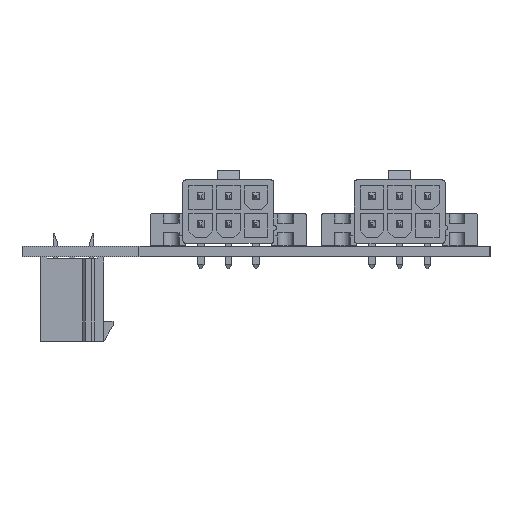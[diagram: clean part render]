
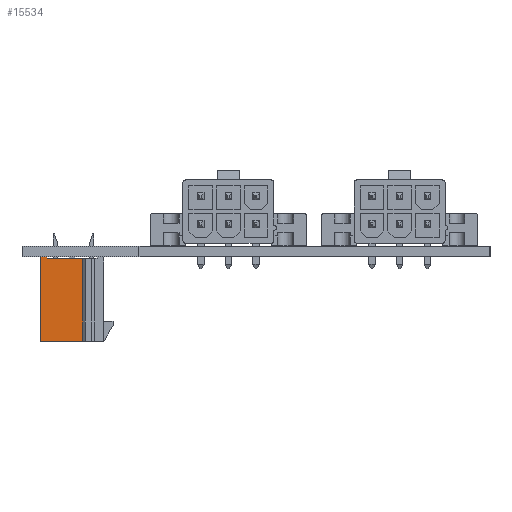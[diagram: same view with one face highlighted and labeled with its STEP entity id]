
A CAD part, left-side view. The second image highlights one B-rep face of the part: STEP entity #15534.
In plain terms, the highlighted planar face has unit normal (-1, 0, 0).
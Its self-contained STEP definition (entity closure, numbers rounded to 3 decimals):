
#14325 = PLANE('',#14326);
#14326 = AXIS2_PLACEMENT_3D('',#14327,#14328,#14329);
#14327 = CARTESIAN_POINT('',(-4.8,12.8,4.8));
#14328 = DIRECTION('',(0.,0.,1.));
#14329 = DIRECTION('',(1.,-0.,0.));
#14561 = PLANE('',#14562);
#14562 = AXIS2_PLACEMENT_3D('',#14563,#14564,#14565);
#14563 = CARTESIAN_POINT('',(-4.8,12.8,-4.8));
#14564 = DIRECTION('',(0.,1.,0.));
#14565 = DIRECTION('',(1.,0.,-0.));
#15258 = PLANE('',#15259);
#15259 = AXIS2_PLACEMENT_3D('',#15260,#15261,#15262);
#15260 = CARTESIAN_POINT('',(1.1,0.,3.8));
#15261 = DIRECTION('',(0.,0.,1.));
#15262 = DIRECTION('',(1.,-0.,0.));
#15534 = ADVANCED_FACE('',(#15535),#15549,.F.);
#15535 = FACE_BOUND('',#15536,.F.);
#15536 = EDGE_LOOP('',(#15537,#15572,#15595,#15618,#15646,#15669));
#15537 = ORIENTED_EDGE('',*,*,#15538,.T.);
#15538 = EDGE_CURVE('',#15539,#15541,#15543,.T.);
#15539 = VERTEX_POINT('',#15540);
#15540 = CARTESIAN_POINT('',(-4.8,0.2,-1.59));
#15541 = VERTEX_POINT('',#15542);
#15542 = CARTESIAN_POINT('',(-4.8,12.8,-1.59));
#15543 = SURFACE_CURVE('',#15544,(#15548,#15560),.PCURVE_S1.);
#15544 = LINE('',#15545,#15546);
#15545 = CARTESIAN_POINT('',(-4.8,0.2,-1.59
    ));
#15546 = VECTOR('',#15547,1.);
#15547 = DIRECTION('',(0.,1.,0.));
#15548 = PCURVE('',#15549,#15554);
#15549 = PLANE('',#15550);
#15550 = AXIS2_PLACEMENT_3D('',#15551,#15552,#15553);
#15551 = CARTESIAN_POINT('',(-4.8,0.,0.));
#15552 = DIRECTION('',(1.,0.,0.));
#15553 = DIRECTION('',(0.,1.,-0.));
#15554 = DEFINITIONAL_REPRESENTATION('',(#15555),#15559);
#15555 = LINE('',#15556,#15557);
#15556 = CARTESIAN_POINT('',(0.2,-1.59));
#15557 = VECTOR('',#15558,1.);
#15558 = DIRECTION('',(1.,0.));
#15559 = ( GEOMETRIC_REPRESENTATION_CONTEXT(2) 
PARAMETRIC_REPRESENTATION_CONTEXT() REPRESENTATION_CONTEXT('2D SPACE',''
  ) );
#15560 = PCURVE('',#15561,#15566);
#15561 = PLANE('',#15562);
#15562 = AXIS2_PLACEMENT_3D('',#15563,#15564,#15565);
#15563 = CARTESIAN_POINT('',(-4.8,12.8,-1.59));
#15564 = DIRECTION('',(-0.707,0.,0.707));
#15565 = DIRECTION('',(0.,1.,0.));
#15566 = DEFINITIONAL_REPRESENTATION('',(#15567),#15571);
#15567 = LINE('',#15568,#15569);
#15568 = CARTESIAN_POINT('',(-12.6,0.));
#15569 = VECTOR('',#15570,1.);
#15570 = DIRECTION('',(1.,0.));
#15571 = ( GEOMETRIC_REPRESENTATION_CONTEXT(2) 
PARAMETRIC_REPRESENTATION_CONTEXT() REPRESENTATION_CONTEXT('2D SPACE',''
  ) );
#15572 = ORIENTED_EDGE('',*,*,#15573,.T.);
#15573 = EDGE_CURVE('',#15541,#15574,#15576,.T.);
#15574 = VERTEX_POINT('',#15575);
#15575 = CARTESIAN_POINT('',(-4.8,12.8,4.8));
#15576 = SURFACE_CURVE('',#15577,(#15581,#15588),.PCURVE_S1.);
#15577 = LINE('',#15578,#15579);
#15578 = CARTESIAN_POINT('',(-4.8,12.8,
    -1.59));
#15579 = VECTOR('',#15580,1.);
#15580 = DIRECTION('',(0.,0.,1.));
#15581 = PCURVE('',#15549,#15582);
#15582 = DEFINITIONAL_REPRESENTATION('',(#15583),#15587);
#15583 = LINE('',#15584,#15585);
#15584 = CARTESIAN_POINT('',(12.8,-1.59));
#15585 = VECTOR('',#15586,1.);
#15586 = DIRECTION('',(0.,1.));
#15587 = ( GEOMETRIC_REPRESENTATION_CONTEXT(2) 
PARAMETRIC_REPRESENTATION_CONTEXT() REPRESENTATION_CONTEXT('2D SPACE',''
  ) );
#15588 = PCURVE('',#14561,#15589);
#15589 = DEFINITIONAL_REPRESENTATION('',(#15590),#15594);
#15590 = LINE('',#15591,#15592);
#15591 = CARTESIAN_POINT('',(0.,-3.21));
#15592 = VECTOR('',#15593,1.);
#15593 = DIRECTION('',(0.,-1.));
#15594 = ( GEOMETRIC_REPRESENTATION_CONTEXT(2) 
PARAMETRIC_REPRESENTATION_CONTEXT() REPRESENTATION_CONTEXT('2D SPACE',''
  ) );
#15595 = ORIENTED_EDGE('',*,*,#15596,.T.);
#15596 = EDGE_CURVE('',#15574,#15597,#15599,.T.);
#15597 = VERTEX_POINT('',#15598);
#15598 = CARTESIAN_POINT('',(-4.8,0.,4.8));
#15599 = SURFACE_CURVE('',#15600,(#15604,#15611),.PCURVE_S1.);
#15600 = LINE('',#15601,#15602);
#15601 = CARTESIAN_POINT('',(-4.8,12.8,4.8
    ));
#15602 = VECTOR('',#15603,1.);
#15603 = DIRECTION('',(0.,-1.,0.));
#15604 = PCURVE('',#15549,#15605);
#15605 = DEFINITIONAL_REPRESENTATION('',(#15606),#15610);
#15606 = LINE('',#15607,#15608);
#15607 = CARTESIAN_POINT('',(12.8,4.8));
#15608 = VECTOR('',#15609,1.);
#15609 = DIRECTION('',(-1.,0.));
#15610 = ( GEOMETRIC_REPRESENTATION_CONTEXT(2) 
PARAMETRIC_REPRESENTATION_CONTEXT() REPRESENTATION_CONTEXT('2D SPACE',''
  ) );
#15611 = PCURVE('',#14325,#15612);
#15612 = DEFINITIONAL_REPRESENTATION('',(#15613),#15617);
#15613 = LINE('',#15614,#15615);
#15614 = CARTESIAN_POINT('',(0.,0.));
#15615 = VECTOR('',#15616,1.);
#15616 = DIRECTION('',(0.,-1.));
#15617 = ( GEOMETRIC_REPRESENTATION_CONTEXT(2) 
PARAMETRIC_REPRESENTATION_CONTEXT() REPRESENTATION_CONTEXT('2D SPACE',''
  ) );
#15618 = ORIENTED_EDGE('',*,*,#15619,.T.);
#15619 = EDGE_CURVE('',#15597,#15620,#15622,.T.);
#15620 = VERTEX_POINT('',#15621);
#15621 = CARTESIAN_POINT('',(-4.8,0.,3.8));
#15622 = SURFACE_CURVE('',#15623,(#15627,#15634),.PCURVE_S1.);
#15623 = LINE('',#15624,#15625);
#15624 = CARTESIAN_POINT('',(-4.8,0.,4.8));
#15625 = VECTOR('',#15626,1.);
#15626 = DIRECTION('',(0.,0.,-1.));
#15627 = PCURVE('',#15549,#15628);
#15628 = DEFINITIONAL_REPRESENTATION('',(#15629),#15633);
#15629 = LINE('',#15630,#15631);
#15630 = CARTESIAN_POINT('',(0.,4.8));
#15631 = VECTOR('',#15632,1.);
#15632 = DIRECTION('',(0.,-1.));
#15633 = ( GEOMETRIC_REPRESENTATION_CONTEXT(2) 
PARAMETRIC_REPRESENTATION_CONTEXT() REPRESENTATION_CONTEXT('2D SPACE',''
  ) );
#15634 = PCURVE('',#15635,#15640);
#15635 = PLANE('',#15636);
#15636 = AXIS2_PLACEMENT_3D('',#15637,#15638,#15639);
#15637 = CARTESIAN_POINT('',(-4.8,0.,4.8));
#15638 = DIRECTION('',(0.,-1.,0.));
#15639 = DIRECTION('',(0.,0.,-1.));
#15640 = DEFINITIONAL_REPRESENTATION('',(#15641),#15645);
#15641 = LINE('',#15642,#15643);
#15642 = CARTESIAN_POINT('',(0.,0.));
#15643 = VECTOR('',#15644,1.);
#15644 = DIRECTION('',(1.,0.));
#15645 = ( GEOMETRIC_REPRESENTATION_CONTEXT(2) 
PARAMETRIC_REPRESENTATION_CONTEXT() REPRESENTATION_CONTEXT('2D SPACE',''
  ) );
#15646 = ORIENTED_EDGE('',*,*,#15647,.T.);
#15647 = EDGE_CURVE('',#15620,#15648,#15650,.T.);
#15648 = VERTEX_POINT('',#15649);
#15649 = CARTESIAN_POINT('',(-4.8,0.2,3.8));
#15650 = SURFACE_CURVE('',#15651,(#15655,#15662),.PCURVE_S1.);
#15651 = LINE('',#15652,#15653);
#15652 = CARTESIAN_POINT('',(-4.8,0.,3.8));
#15653 = VECTOR('',#15654,1.);
#15654 = DIRECTION('',(0.,1.,0.));
#15655 = PCURVE('',#15549,#15656);
#15656 = DEFINITIONAL_REPRESENTATION('',(#15657),#15661);
#15657 = LINE('',#15658,#15659);
#15658 = CARTESIAN_POINT('',(0.,3.8));
#15659 = VECTOR('',#15660,1.);
#15660 = DIRECTION('',(1.,0.));
#15661 = ( GEOMETRIC_REPRESENTATION_CONTEXT(2) 
PARAMETRIC_REPRESENTATION_CONTEXT() REPRESENTATION_CONTEXT('2D SPACE',''
  ) );
#15662 = PCURVE('',#15258,#15663);
#15663 = DEFINITIONAL_REPRESENTATION('',(#15664),#15668);
#15664 = LINE('',#15665,#15666);
#15665 = CARTESIAN_POINT('',(-5.9,0.));
#15666 = VECTOR('',#15667,1.);
#15667 = DIRECTION('',(0.,1.));
#15668 = ( GEOMETRIC_REPRESENTATION_CONTEXT(2) 
PARAMETRIC_REPRESENTATION_CONTEXT() REPRESENTATION_CONTEXT('2D SPACE',''
  ) );
#15669 = ORIENTED_EDGE('',*,*,#15670,.F.);
#15670 = EDGE_CURVE('',#15539,#15648,#15671,.T.);
#15671 = SURFACE_CURVE('',#15672,(#15676,#15683),.PCURVE_S1.);
#15672 = LINE('',#15673,#15674);
#15673 = CARTESIAN_POINT('',(-4.8,0.2,-1.59
    ));
#15674 = VECTOR('',#15675,1.);
#15675 = DIRECTION('',(0.,0.,1.));
#15676 = PCURVE('',#15549,#15677);
#15677 = DEFINITIONAL_REPRESENTATION('',(#15678),#15682);
#15678 = LINE('',#15679,#15680);
#15679 = CARTESIAN_POINT('',(0.2,-1.59));
#15680 = VECTOR('',#15681,1.);
#15681 = DIRECTION('',(0.,1.));
#15682 = ( GEOMETRIC_REPRESENTATION_CONTEXT(2) 
PARAMETRIC_REPRESENTATION_CONTEXT() REPRESENTATION_CONTEXT('2D SPACE',''
  ) );
#15683 = PCURVE('',#15684,#15689);
#15684 = PLANE('',#15685);
#15685 = AXIS2_PLACEMENT_3D('',#15686,#15687,#15688);
#15686 = CARTESIAN_POINT('',(-4.8,0.2,0.));
#15687 = DIRECTION('',(0.,-1.,0.));
#15688 = DIRECTION('',(0.,0.,-1.));
#15689 = DEFINITIONAL_REPRESENTATION('',(#15690),#15694);
#15690 = LINE('',#15691,#15692);
#15691 = CARTESIAN_POINT('',(1.59,0.));
#15692 = VECTOR('',#15693,1.);
#15693 = DIRECTION('',(-1.,0.));
#15694 = ( GEOMETRIC_REPRESENTATION_CONTEXT(2) 
PARAMETRIC_REPRESENTATION_CONTEXT() REPRESENTATION_CONTEXT('2D SPACE',''
  ) );
